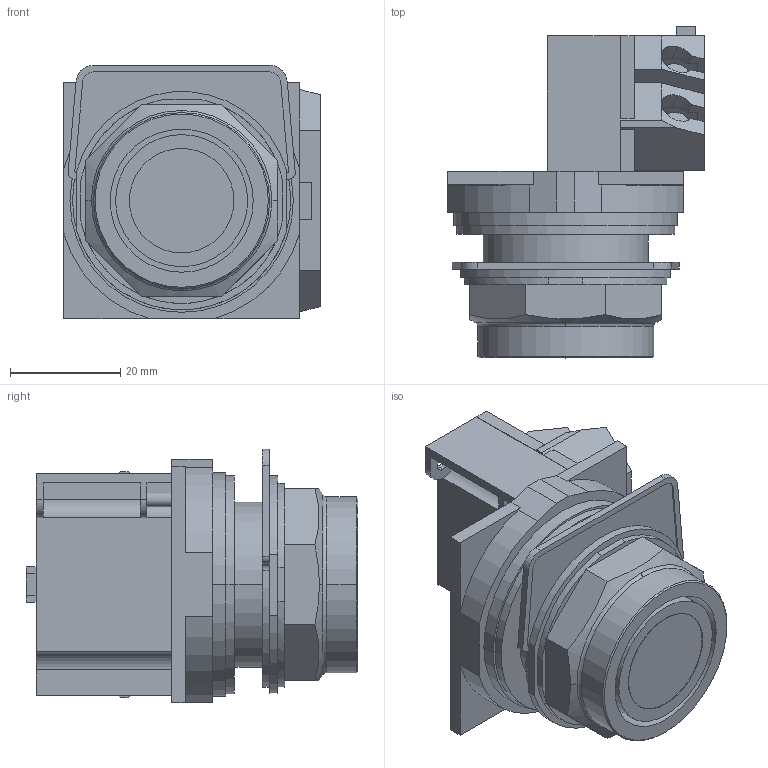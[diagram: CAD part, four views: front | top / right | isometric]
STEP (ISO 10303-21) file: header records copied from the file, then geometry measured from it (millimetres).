
FILE_DESCRIPTION(('starvars output'),'2;1');
FILE_NAME('9001KR1UH13_3D.stp','09:10:25 2020/04/08',( 'Thomas Industrial Network Germany GmbH'),( 'Thomas Industrial Network Germany GmbH'),'unknown preprocess','ACIS' ,'unknown authorization');
FILE_SCHEMA(('AUTOMOTIVE_DESIGN_CC2 {UNKNOWN IMPLEMENTATION LEVEL}'));
Length unit declared in the file: millimetre
Products named in the file (1): PRODUCT_ID_1
Bounding box: 46.63 x 60.3 x 46.02 mm (x, y, z)
Volume: 53645.6 mm3; surface area: 20737.3 mm2
Topology: 1 solids, 2 shells, 392 faces, 1097 edges, 715 vertices
Faces by surface type: plane 271, cylinder 107, cone 12, torus 2
Entity records: 14372 total; most frequent: ORIENTED_EDGE 2194, CARTESIAN_POINT 1916, DIRECTION 1623, EDGE_CURVE 1097, VECTOR 719, LINE 719, VERTEX_POINT 715, AXIS2_PLACEMENT_3D 452
